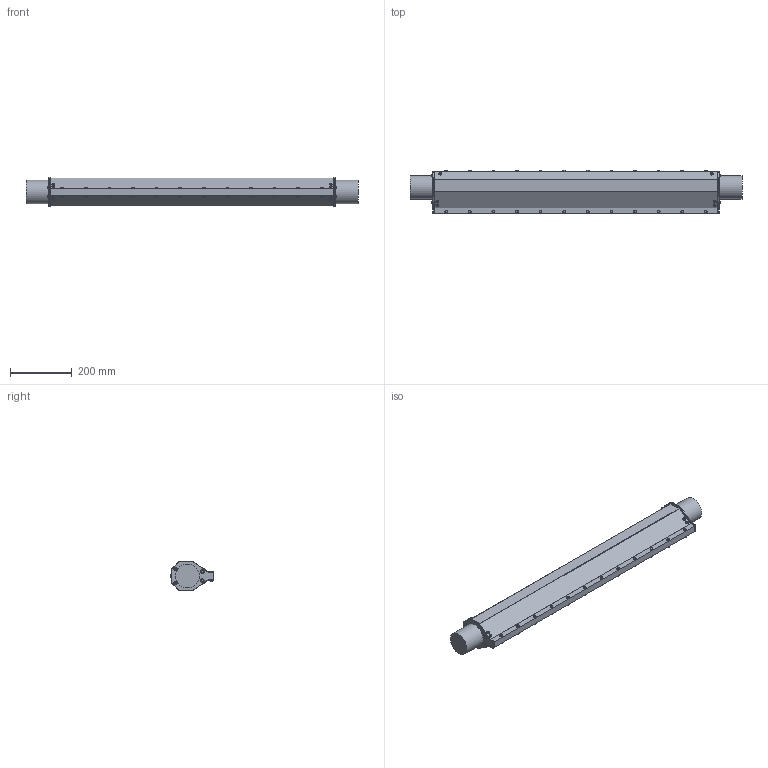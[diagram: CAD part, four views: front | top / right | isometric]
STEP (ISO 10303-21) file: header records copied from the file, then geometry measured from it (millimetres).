
FILE_DESCRIPTION(/* description */ (''),/* implementation_level */ '2;1');
FILE_NAME(/* name */ 'MAP2xxxxxx036 DUMMY.stp',/* time_stamp */ '2018-02-02T12:50:18-05:00',/* author */ ('James'),/* organization */ (''),/* preprocessor_version */ 'ST-DEVELOPER v16.5',/* originating_system */ 'Autodesk Inventor 2017',/* authorisation */ '');
FILE_SCHEMA (('AUTOMOTIVE_DESIGN { 1 0 10303 214 3 1 1 }'));
Products named in the file (1): MAP2xxxxxx036 DUMMY
Bounding box: 1071.58 x 139.7 x 96.52 mm (x, y, z)
Volume: 8390863.9 mm3; surface area: 406101.3 mm2
Topology: 1 solids, 1 shells, 781 faces, 1708 edges, 1088 vertices
Faces by surface type: plane 339, cone 228, cylinder 146, sphere 32, bspline 24, torus 12
Full cylindrical faces by diameter (mm): 7.6 x8, 9 x32, 9.5 x12, 10.5 x12, 11 x24, 76.2 x2
Entity records: 47839 total; most frequent: CARTESIAN_POINT 32080, DIRECTION 3094, ORIENTED_EDGE 3076, EDGE_CURVE 1538, AXIS2_PLACEMENT_3D 1326, EDGE_LOOP 1054, VERTEX_POINT 1032, FACE_OUTER_BOUND 781
